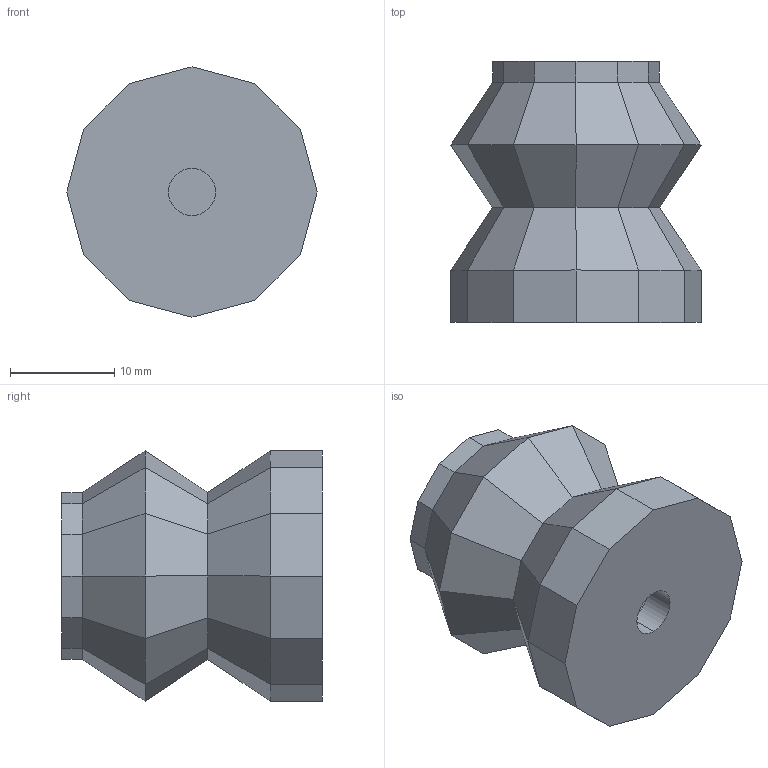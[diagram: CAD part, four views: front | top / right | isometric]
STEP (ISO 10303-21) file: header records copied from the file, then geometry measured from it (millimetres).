
FILE_DESCRIPTION (( 'STEP AP214' ), '1' );
FILE_NAME ('HF_FlexTest12.STEP', '2024-06-12T13:11:00', ( '' ), ( '' ), 'SwSTEP 2.0', 'SolidWorks 2024', '' );
FILE_SCHEMA (( 'AUTOMOTIVE_DESIGN' ));
Length unit declared in the file: millimetre
Products named in the file (1): HF_FlexTest12
Bounding box: 24 x 25 x 24 mm (x, y, z)
Volume: 3719.8 mm3; surface area: 4108.4 mm2
Topology: 1 solids, 1 shells, 102 faces, 222 edges, 124 vertices
Faces by surface type: plane 100, cylinder 2
Entity records: 2669 total; most frequent: CARTESIAN_POINT 485, ORIENTED_EDGE 444, DIRECTION 420, EDGE_CURVE 222, VECTOR 206, LINE 206, VERTEX_POINT 124, AXIS2_PLACEMENT_3D 107
